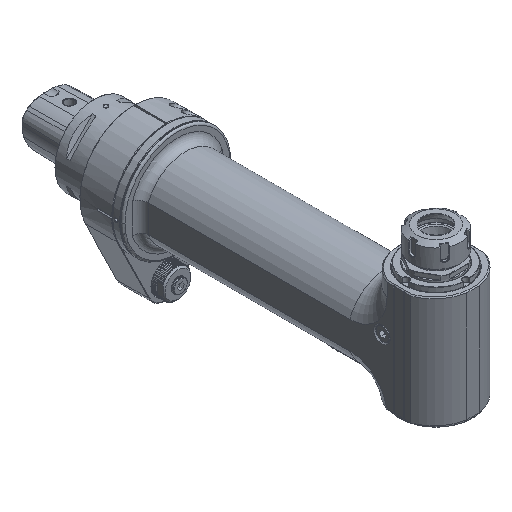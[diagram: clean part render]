
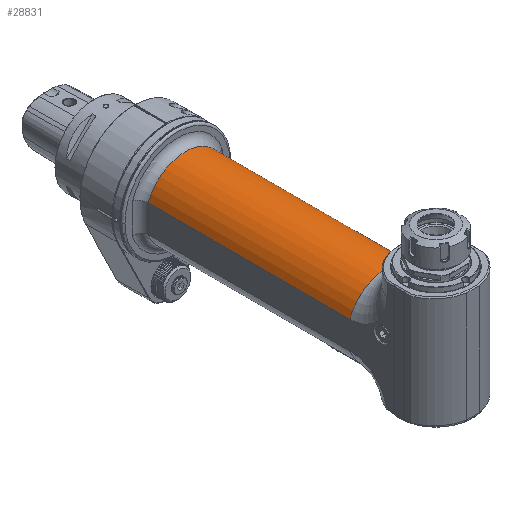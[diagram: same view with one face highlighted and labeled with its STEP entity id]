
A CAD part, isometric view. The second image highlights one B-rep face of the part: STEP entity #28831.
In plain terms, the highlighted cylindrical face has radius 40 mm (diameter 80 mm), a partial arc.
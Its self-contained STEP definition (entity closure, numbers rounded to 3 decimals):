
#1272=LINE('',#41644,#3853);
#1666=LINE('',#43441,#4247);
#3853=VECTOR('',#33292,203.5);
#4247=VECTOR('',#34046,203.5);
#6437=CYLINDRICAL_SURFACE('',#31195,40.);
#7354=FACE_OUTER_BOUND('',#9146,.T.);
#9146=EDGE_LOOP('',(#21817,#21818,#21819,#21820));
#10966=CIRCLE('',#31194,40.);
#10967=CIRCLE('',#31196,40.);
#11681=VERTEX_POINT('',#41618);
#11686=VERTEX_POINT('',#41643);
#12104=VERTEX_POINT('',#43438);
#12105=VERTEX_POINT('',#43440);
#14569=EDGE_CURVE('',#11681,#11686,#1272,.T.);
#15065=EDGE_CURVE('',#12105,#12104,#1666,.T.);
#16080=EDGE_CURVE('',#11686,#12104,#10966,.T.);
#16081=EDGE_CURVE('',#11681,#12105,#10967,.T.);
#21817=ORIENTED_EDGE('',*,*,#14569,.F.);
#21818=ORIENTED_EDGE('',*,*,#16081,.T.);
#21819=ORIENTED_EDGE('',*,*,#15065,.T.);
#21820=ORIENTED_EDGE('',*,*,#16080,.F.);
#28831=ADVANCED_FACE('',(#7354),#6437,.T.);
#31194=AXIS2_PLACEMENT_3D('',#48519,#36124,#36125);
#31195=AXIS2_PLACEMENT_3D('',#48520,#36126,#36127);
#31196=AXIS2_PLACEMENT_3D('',#48521,#36128,#36129);
#33292=DIRECTION('',(0.,-1.,0.));
#34046=DIRECTION('',(0.,-1.,0.));
#36124=DIRECTION('center_axis',(0.,-1.,0.));
#36125=DIRECTION('ref_axis',(0.937,0.,0.348));
#36126=DIRECTION('center_axis',(0.,-1.,0.));
#36127=DIRECTION('ref_axis',(-1.,0.,0.));
#36128=DIRECTION('center_axis',(0.,-1.,0.));
#36129=DIRECTION('ref_axis',(0.937,0.,0.348));
#41618=CARTESIAN_POINT('',(37.5,253.,13.919));
#41643=CARTESIAN_POINT('',(37.5,49.5,13.919));
#41644=CARTESIAN_POINT('',(37.5,253.,13.919));
#43438=CARTESIAN_POINT('',(-37.5,49.5,13.919));
#43440=CARTESIAN_POINT('',(-37.5,253.,13.919));
#43441=CARTESIAN_POINT('',(-37.5,253.,13.919));
#48519=CARTESIAN_POINT('Origin',(0.,49.5,0.));
#48520=CARTESIAN_POINT('Origin',(0.,311.85,0.));
#48521=CARTESIAN_POINT('Origin',(0.,253.,0.));
